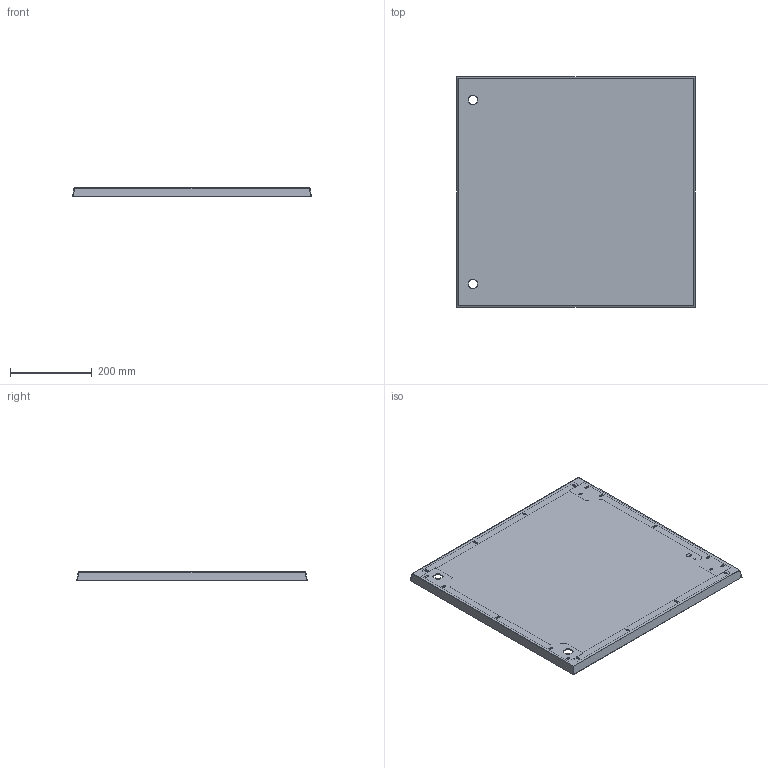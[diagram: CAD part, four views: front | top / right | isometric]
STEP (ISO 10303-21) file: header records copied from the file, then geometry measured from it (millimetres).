
FILE_DESCRIPTION (( 'STEP AP214' ), '1' );
FILE_NAME ('3353-6060-01-00.step', '2024-01-10T13:36:02', ( '' ), ( '' ), 'SwSTEP 2.0', 'SolidWorks 2019', '' );
FILE_SCHEMA (( 'AUTOMOTIVE_DESIGN' ));
Length unit declared in the file: millimetre
Products named in the file (1): 3353-6060-01-00
Bounding box: 584 x 564 x 22 mm (x, y, z)
Volume: 684351 mm3; surface area: 924662.1 mm2
Topology: 9 solids, 9 shells, 864 faces, 2128 edges, 1360 vertices
Faces by surface type: plane 520, cylinder 344
Entity records: 26270 total; most frequent: DIRECTION 4766, CARTESIAN_POINT 4353, ORIENTED_EDGE 4256, EDGE_CURVE 2128, AXIS2_PLACEMENT_3D 1773, VERTEX_POINT 1360, LINE 1220, VECTOR 1220
